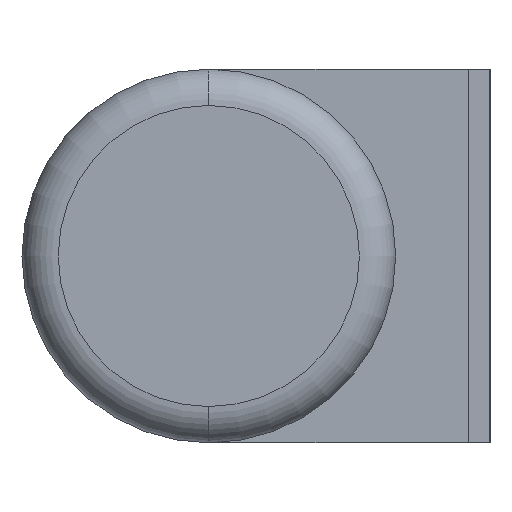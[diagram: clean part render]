
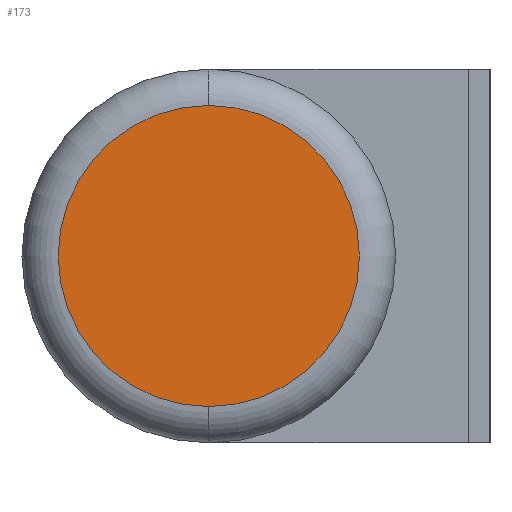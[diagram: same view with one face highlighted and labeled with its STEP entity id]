
A CAD part, left-side view. The second image highlights one B-rep face of the part: STEP entity #173.
In plain terms, the highlighted planar face has unit normal (-1, 0, 0).
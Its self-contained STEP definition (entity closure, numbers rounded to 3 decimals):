
#6 = CARTESIAN_POINT ( 'NONE',  ( -19., 7.75, 0. ) ) ;
#89 = EDGE_CURVE ( 'NONE', #414, #186, #650, .T. ) ;
#120 = EDGE_LOOP ( 'NONE', ( #537, #330 ) ) ;
#131 = CARTESIAN_POINT ( 'NONE',  ( -19., 7.75, -4.15 ) ) ;
#173 = ADVANCED_FACE ( 'NONE', ( #945 ), #935, .F. ) ;
#186 = VERTEX_POINT ( 'NONE', #188 ) ;
#188 = CARTESIAN_POINT ( 'NONE',  ( -19., 7.75, 4.15 ) ) ;
#206 = DIRECTION ( 'NONE',  ( 0., 0., -1. ) ) ;
#300 = AXIS2_PLACEMENT_3D ( 'NONE', #690, #707, #206 ) ;
#330 = ORIENTED_EDGE ( 'NONE', *, *, #1032, .T. ) ;
#332 = DIRECTION ( 'NONE',  ( 0., 0., -1. ) ) ;
#408 = CARTESIAN_POINT ( 'NONE',  ( -19., 7.75, 0. ) ) ;
#414 = VERTEX_POINT ( 'NONE', #131 ) ;
#489 = AXIS2_PLACEMENT_3D ( 'NONE', #408, #764, #332 ) ;
#537 = ORIENTED_EDGE ( 'NONE', *, *, #89, .T. ) ;
#574 = DIRECTION ( 'NONE',  ( -1., 0., 0. ) ) ;
#650 = CIRCLE ( 'NONE', #489, 4.15 ) ;
#690 = CARTESIAN_POINT ( 'NONE',  ( -19., 7.75, 0. ) ) ;
#707 = DIRECTION ( 'NONE',  ( 1., 0., 0. ) ) ;
#764 = DIRECTION ( 'NONE',  ( -1., 0., 0. ) ) ;
#828 = CIRCLE ( 'NONE', #964, 4.15 ) ;
#920 = DIRECTION ( 'NONE',  ( 0., 0., -1. ) ) ;
#935 = PLANE ( 'NONE',  #300 ) ;
#945 = FACE_OUTER_BOUND ( 'NONE', #120, .T. ) ;
#964 = AXIS2_PLACEMENT_3D ( 'NONE', #6, #574, #920 ) ;
#1032 = EDGE_CURVE ( 'NONE', #186, #414, #828, .T. ) ;
